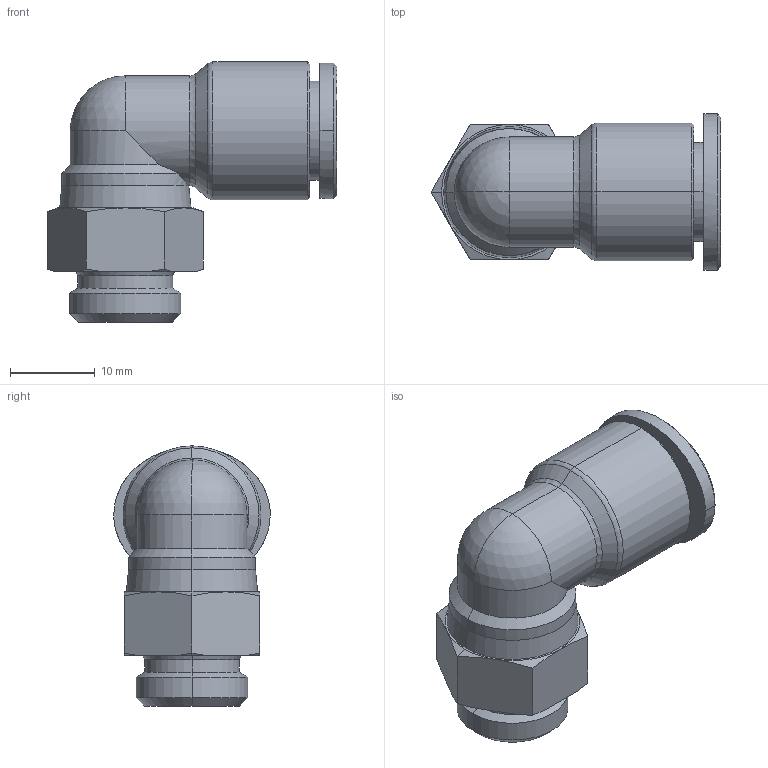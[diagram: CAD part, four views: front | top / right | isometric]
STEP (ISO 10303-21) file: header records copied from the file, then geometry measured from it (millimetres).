
FILE_DESCRIPTION((''),'2;1');
FILE_NAME('GPL 10G02(3D).stp','2012-12-21T10:20:07',(''),(''),'Mechanical Desktop.R8.0.24.0','Mechanical Desktop.R8.0.24.0',', , ');
FILE_SCHEMA(('CONFIG_CONTROL_DESIGN'));
Length unit declared in the file: millimetre
Products named in the file (2): GPL 10G02(3D); ºÎÇ°1
Assembly tree (1 placements, depth 2):
  GPL 10G02(3D)
    ºÎÇ°1
Bounding box: 34.24 x 18.5 x 30.75 mm (x, y, z)
Volume: 6005.5 mm3; surface area: 3853.5 mm2
Topology: 1 solids, 1 shells, 461 faces, 1287 edges, 842 vertices
Faces by surface type: plane 390, cone 38, cylinder 19, bspline 10, sphere 2, torus 2
Entity records: 15033 total; most frequent: CARTESIAN_POINT 3175, ORIENTED_EDGE 2566, DIRECTION 2230, EDGE_CURVE 1283, VECTOR 1156, LINE 1156, VERTEX_POINT 842, AXIS2_PLACEMENT_3D 537
